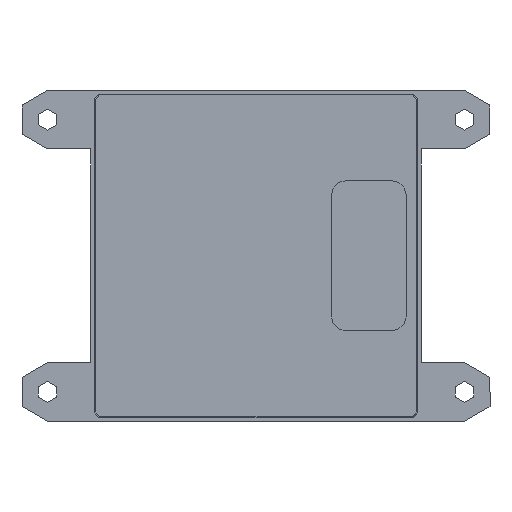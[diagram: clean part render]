
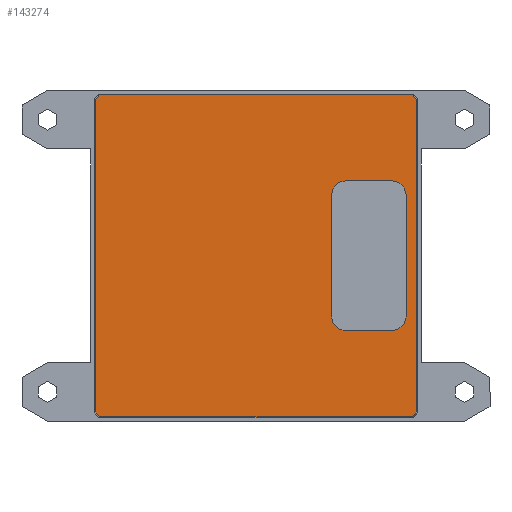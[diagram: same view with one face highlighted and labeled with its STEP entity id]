
A CAD part, front view. The second image highlights one B-rep face of the part: STEP entity #143274.
In plain terms, the highlighted planar face has unit normal (0, -1, 0).
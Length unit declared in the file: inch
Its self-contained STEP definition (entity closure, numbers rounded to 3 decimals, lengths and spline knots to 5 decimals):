
#5641 = CARTESIAN_POINT ( 'NONE',  ( -1.07, 0., 1.07 ) ) ;
#11115 = EDGE_CURVE ( 'NONE', #163959, #121828, #152637, .T. ) ;
#11223 = CARTESIAN_POINT ( 'NONE',  ( -1.07, 0., 1.07 ) ) ;
#11339 = EDGE_CURVE ( 'NONE', #163959, #161468, #17909, .T. ) ;
#17909 =( BOUNDED_CURVE ( )  B_SPLINE_CURVE ( 3, ( #28997, #153466, #136303, #46851 ),
 .UNSPECIFIED., .F., .T. ) 
 B_SPLINE_CURVE_WITH_KNOTS ( ( 4, 4 ),
 ( 5.49813, 7.06824 ),
 .UNSPECIFIED. ) 
 CURVE ( )  GEOMETRIC_REPRESENTATION_ITEM ( )  RATIONAL_B_SPLINE_CURVE ( ( 1., 0.805, 0.805, 1. ) ) 
 REPRESENTATION_ITEM ( '' )  );
#23569 = DIRECTION ( 'NONE',  ( 1., 0., 0. ) ) ;
#25033 = DIRECTION ( 'NONE',  ( -1., 0., 0. ) ) ;
#27427 = VERTEX_POINT ( 'NONE', #186714 ) ;
#28997 = CARTESIAN_POINT ( 'NONE',  ( -1.03801, 0., 1.07 ) ) ;
#30922 = ORIENTED_EDGE ( 'NONE', *, *, #72283, .T. ) ;
#46211 = PLANE ( 'NONE',  #85932 ) ;
#46851 = CARTESIAN_POINT ( 'NONE',  ( -1.07, 0., 1.03801 ) ) ;
#58497 = ORIENTED_EDGE ( 'NONE', *, *, #155611, .T. ) ;
#60315 = LINE ( 'NONE', #135812, #155018 ) ;
#61759 = DIRECTION ( 'NONE',  ( 0., 1., 0. ) ) ;
#64077 = DIRECTION ( 'NONE',  ( 0., 0., 1. ) ) ;
#70422 = CARTESIAN_POINT ( 'NONE',  ( -1.03801, 0., -1.07 ) ) ;
#71317 = ORIENTED_EDGE ( 'NONE', *, *, #82110, .T. ) ;
#72283 = EDGE_CURVE ( 'NONE', #27427, #151680, #230008, .T. ) ;
#73410 = LINE ( 'NONE', #184583, #140237 ) ;
#74481 = CARTESIAN_POINT ( 'NONE',  ( -1.03801, 0., -1.07 ) ) ;
#77590 = ORIENTED_EDGE ( 'NONE', *, *, #11339, .T. ) ;
#79662 = CARTESIAN_POINT ( 'NONE',  ( -1.03801, 0., 1.07 ) ) ;
#82110 = EDGE_CURVE ( 'NONE', #99687, #121828, #167741, .T. ) ;
#83442 = CARTESIAN_POINT ( 'NONE',  ( 1.07, 0., -1.03801 ) ) ;
#85932 = AXIS2_PLACEMENT_3D ( 'NONE', #11223, #61759, #64077 ) ;
#98978 = CARTESIAN_POINT ( 'NONE',  ( 1.07, 0., -1.05675 ) ) ;
#99687 = VERTEX_POINT ( 'NONE', #175751 ) ;
#106906 = CARTESIAN_POINT ( 'NONE',  ( -1.07, 0., -1.03801 ) ) ;
#110970 = CARTESIAN_POINT ( 'NONE',  ( -1.07, 0., -1.07 ) ) ;
#116421 = VECTOR ( 'NONE', #23569, 39.37008 ) ;
#118228 = VERTEX_POINT ( 'NONE', #130019 ) ;
#121762 = CARTESIAN_POINT ( 'NONE',  ( 1.07, 0., 1.05675 ) ) ;
#121828 = VERTEX_POINT ( 'NONE', #159121 ) ;
#127383 = DIRECTION ( 'NONE',  ( 0., 0., 1. ) ) ;
#130019 = CARTESIAN_POINT ( 'NONE',  ( 1.07, 0., -1.03801 ) ) ;
#135369 = CARTESIAN_POINT ( 'NONE',  ( 1.03801, 0., -1.07 ) ) ;
#135812 = CARTESIAN_POINT ( 'NONE',  ( 1.07, 0., -1.07 ) ) ;
#136303 = CARTESIAN_POINT ( 'NONE',  ( -1.07, 0., 1.05675 ) ) ;
#137332 = DIRECTION ( 'NONE',  ( 0., 0., -1. ) ) ;
#138322 = EDGE_CURVE ( 'NONE', #99687, #118228, #60315, .T. ) ;
#140237 = VECTOR ( 'NONE', #25033, 39.37008 ) ;
#142797 = CARTESIAN_POINT ( 'NONE',  ( 1.07, 0., 1.03801 ) ) ;
#143274 = ADVANCED_FACE ( 'NONE', ( #199585 ), #46211, .F. ) ;
#145164 =( BOUNDED_CURVE ( )  B_SPLINE_CURVE ( 3, ( #172336, #190211, #98978, #83442 ),
 .UNSPECIFIED., .F., .F. ) 
 B_SPLINE_CURVE_WITH_KNOTS ( ( 4, 4 ),
 ( 5.49813, 7.06824 ),
 .UNSPECIFIED. ) 
 CURVE ( )  GEOMETRIC_REPRESENTATION_ITEM ( )  RATIONAL_B_SPLINE_CURVE ( ( 1., 0.805, 0.805, 1. ) ) 
 REPRESENTATION_ITEM ( '' )  );
#150794 = ORIENTED_EDGE ( 'NONE', *, *, #217082, .F. ) ;
#151680 = VERTEX_POINT ( 'NONE', #74481 ) ;
#152637 = LINE ( 'NONE', #5641, #116421 ) ;
#153466 = CARTESIAN_POINT ( 'NONE',  ( -1.05675, 0., 1.07 ) ) ;
#155018 = VECTOR ( 'NONE', #137332, 39.37008 ) ;
#155611 = EDGE_CURVE ( 'NONE', #181110, #118228, #145164, .T. ) ;
#157595 = CARTESIAN_POINT ( 'NONE',  ( 1.03801, 0., 1.07 ) ) ;
#159121 = CARTESIAN_POINT ( 'NONE',  ( 1.03801, 0., 1.07 ) ) ;
#161468 = VERTEX_POINT ( 'NONE', #197431 ) ;
#163959 = VERTEX_POINT ( 'NONE', #79662 ) ;
#167441 = EDGE_CURVE ( 'NONE', #181110, #151680, #73410, .T. ) ;
#167741 =( BOUNDED_CURVE ( )  B_SPLINE_CURVE ( 3, ( #142797, #121762, #177136, #157595 ),
 .UNSPECIFIED., .F., .T. ) 
 B_SPLINE_CURVE_WITH_KNOTS ( ( 4, 4 ),
 ( 5.49813, 7.06824 ),
 .UNSPECIFIED. ) 
 CURVE ( )  GEOMETRIC_REPRESENTATION_ITEM ( )  RATIONAL_B_SPLINE_CURVE ( ( 1., 0.805, 0.805, 1. ) ) 
 REPRESENTATION_ITEM ( '' )  );
#172336 = CARTESIAN_POINT ( 'NONE',  ( 1.03801, 0., -1.07 ) ) ;
#172840 = EDGE_LOOP ( 'NONE', ( #150794, #30922, #183423, #58497, #201952, #71317, #190505, #77590 ) ) ;
#175751 = CARTESIAN_POINT ( 'NONE',  ( 1.07, 0., 1.03801 ) ) ;
#177136 = CARTESIAN_POINT ( 'NONE',  ( 1.05675, 0., 1.07 ) ) ;
#177238 = CARTESIAN_POINT ( 'NONE',  ( -1.05675, 0., -1.07 ) ) ;
#181110 = VERTEX_POINT ( 'NONE', #135369 ) ;
#183423 = ORIENTED_EDGE ( 'NONE', *, *, #167441, .F. ) ;
#184583 = CARTESIAN_POINT ( 'NONE',  ( -1.07, 0., -1.07 ) ) ;
#186714 = CARTESIAN_POINT ( 'NONE',  ( -1.07, 0., -1.03801 ) ) ;
#189807 = LINE ( 'NONE', #110970, #198364 ) ;
#190211 = CARTESIAN_POINT ( 'NONE',  ( 1.05675, 0., -1.07 ) ) ;
#190505 = ORIENTED_EDGE ( 'NONE', *, *, #11115, .F. ) ;
#197431 = CARTESIAN_POINT ( 'NONE',  ( -1.07, 0., 1.03801 ) ) ;
#198201 = CARTESIAN_POINT ( 'NONE',  ( -1.07, 0., -1.05675 ) ) ;
#198364 = VECTOR ( 'NONE', #127383, 39.37008 ) ;
#199585 = FACE_OUTER_BOUND ( 'NONE', #172840, .T. ) ;
#201952 = ORIENTED_EDGE ( 'NONE', *, *, #138322, .F. ) ;
#217082 = EDGE_CURVE ( 'NONE', #27427, #161468, #189807, .T. ) ;
#230008 =( BOUNDED_CURVE ( )  B_SPLINE_CURVE ( 3, ( #106906, #198201, #177238, #70422 ),
 .UNSPECIFIED., .F., .T. ) 
 B_SPLINE_CURVE_WITH_KNOTS ( ( 4, 4 ),
 ( 5.49813, 7.06824 ),
 .UNSPECIFIED. ) 
 CURVE ( )  GEOMETRIC_REPRESENTATION_ITEM ( )  RATIONAL_B_SPLINE_CURVE ( ( 1., 0.805, 0.805, 1. ) ) 
 REPRESENTATION_ITEM ( '' )  );
